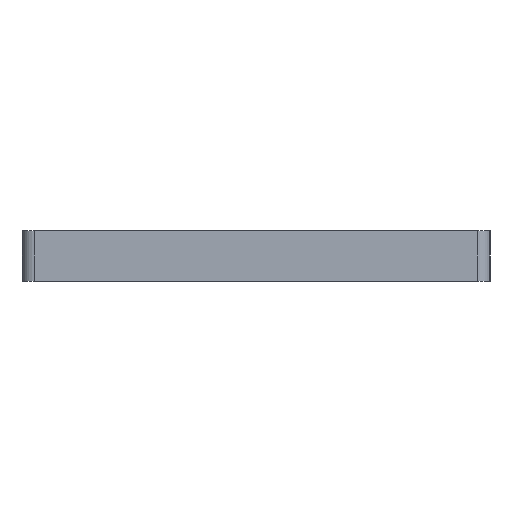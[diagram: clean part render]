
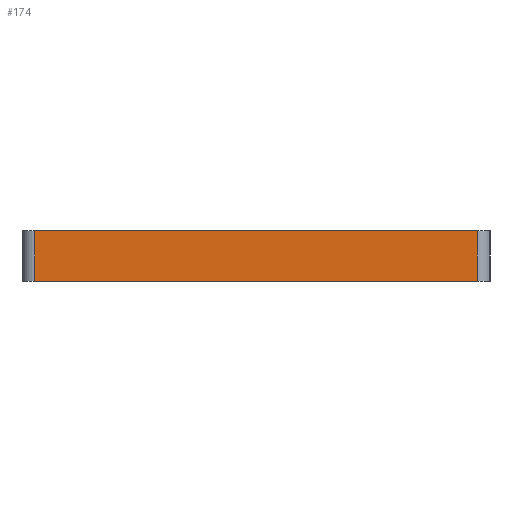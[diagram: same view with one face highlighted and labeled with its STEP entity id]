
A CAD part, left-side view. The second image highlights one B-rep face of the part: STEP entity #174.
In plain terms, the highlighted planar face has unit normal (-1, 0, 0).
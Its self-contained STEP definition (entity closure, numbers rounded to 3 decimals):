
#15=PLANE('',#200);
#22=FACE_OUTER_BOUND('',#32,.T.);
#32=EDGE_LOOP('',(#125,#126,#127,#128));
#41=LINE('',#275,#57);
#43=LINE('',#281,#59);
#44=LINE('',#283,#60);
#45=LINE('',#284,#61);
#57=VECTOR('',#221,10.);
#59=VECTOR('',#227,10.);
#60=VECTOR('',#228,10.);
#61=VECTOR('',#229,10.);
#81=VERTEX_POINT('',#271);
#83=VERTEX_POINT('',#274);
#85=VERTEX_POINT('',#280);
#86=VERTEX_POINT('',#282);
#98=EDGE_CURVE('',#81,#83,#41,.T.);
#101=EDGE_CURVE('',#85,#81,#43,.T.);
#102=EDGE_CURVE('',#85,#86,#44,.T.);
#103=EDGE_CURVE('',#83,#86,#45,.T.);
#125=ORIENTED_EDGE('',*,*,#101,.F.);
#126=ORIENTED_EDGE('',*,*,#102,.T.);
#127=ORIENTED_EDGE('',*,*,#103,.F.);
#128=ORIENTED_EDGE('',*,*,#98,.F.);
#174=ADVANCED_FACE('',(#22),#15,.F.);
#200=AXIS2_PLACEMENT_3D('',#279,#225,#226);
#221=DIRECTION('',(0.,0.,-1.));
#225=DIRECTION('center_axis',(1.,0.,0.));
#226=DIRECTION('ref_axis',(0.,-1.,0.));
#227=DIRECTION('',(0.,-1.,0.));
#228=DIRECTION('',(0.,0.,-1.));
#229=DIRECTION('',(0.,1.,0.));
#271=CARTESIAN_POINT('',(3.125,3.475,9.));
#274=CARTESIAN_POINT('',(3.125,3.475,7.4));
#275=CARTESIAN_POINT('',(3.125,3.475,9.));
#279=CARTESIAN_POINT('Origin',(3.125,17.475,9.));
#280=CARTESIAN_POINT('',(3.125,17.475,9.));
#281=CARTESIAN_POINT('',(3.125,15.225,9.));
#282=CARTESIAN_POINT('',(3.125,17.475,7.4));
#283=CARTESIAN_POINT('',(3.125,17.475,9.));
#284=CARTESIAN_POINT('',(3.125,15.225,7.4));
